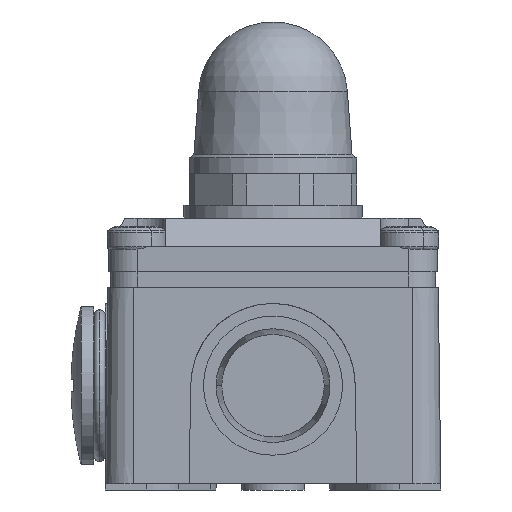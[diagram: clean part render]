
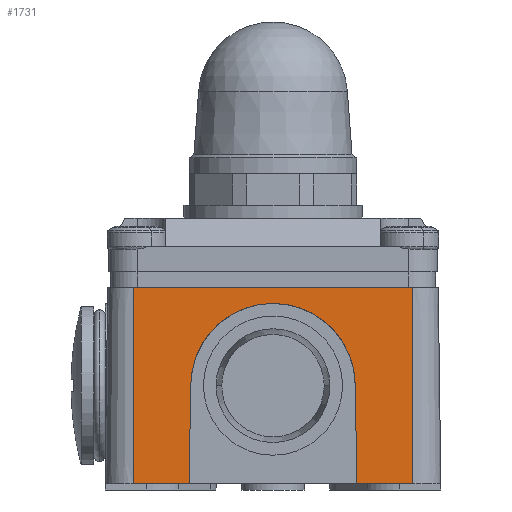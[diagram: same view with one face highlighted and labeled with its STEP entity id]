
A CAD part, front view. The second image highlights one B-rep face of the part: STEP entity #1731.
In plain terms, the highlighted planar face has unit normal (0, -1, 0.013).
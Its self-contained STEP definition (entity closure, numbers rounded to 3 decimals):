
#1731=ADVANCED_FACE('',(#3502,#3503),#3504,.T.);
#3502=FACE_OUTER_BOUND('',#5279,.T.);
#3503=FACE_BOUND('',#5280,.T.);
#3504=PLANE('',#5281);
#5279=EDGE_LOOP('',(#10301,#10302,#10303,#10304));
#5280=EDGE_LOOP('',(#10305,#10306,#10307,#10308));
#5281=AXIS2_PLACEMENT_3D('',#10309,#10310,#10311);
#10301=ORIENTED_EDGE('',*,*,#12121,.T.);
#10302=ORIENTED_EDGE('',*,*,#12457,.F.);
#10303=ORIENTED_EDGE('',*,*,#12357,.F.);
#10304=ORIENTED_EDGE('',*,*,#12455,.T.);
#10305=ORIENTED_EDGE('',*,*,#12260,.T.);
#10306=ORIENTED_EDGE('',*,*,#12256,.T.);
#10307=ORIENTED_EDGE('',*,*,#12267,.T.);
#10308=ORIENTED_EDGE('',*,*,#12264,.T.);
#10309=CARTESIAN_POINT('',(53.952,0.999,1.0));
#10310=DIRECTION('',(0.0,-1.,0.013));
#10311=DIRECTION('',(0.0,0.013,1.));
#12121=EDGE_CURVE('',#14876,#14874,#14877,.T.);
#12256=EDGE_CURVE('',#15064,#15065,#15066,.T.);
#12260=EDGE_CURVE('',#15071,#15064,#15072,.T.);
#12264=EDGE_CURVE('',#15077,#15071,#15078,.T.);
#12267=EDGE_CURVE('',#15065,#15077,#15081,.T.);
#12357=EDGE_CURVE('',#15213,#15215,#15216,.T.);
#12455=EDGE_CURVE('',#15213,#14876,#15349,.T.);
#12457=EDGE_CURVE('',#15215,#14874,#15351,.T.);
#14874=VERTEX_POINT('',#18980);
#14876=VERTEX_POINT('',#18982);
#14877=LINE('',#18983,#18984);
#15064=VERTEX_POINT('',#19324);
#15065=VERTEX_POINT('',#19325);
#15066=LINE('',#19326,#19327);
#15071=VERTEX_POINT('',#19334);
#15072=ELLIPSE('',#19335,13.001,13.0);
#15077=VERTEX_POINT('',#19341);
#15078=LINE('',#19342,#19343);
#15081=LINE('',#19347,#19348);
#15213=VERTEX_POINT('',#19540);
#15215=VERTEX_POINT('',#19542);
#15216=LINE('',#19543,#19544);
#15349=LINE('',#19727,#19728);
#15351=LINE('',#19730,#19731);
#18980=CARTESIAN_POINT('',(9.869,1.405,32.0));
#18982=CARTESIAN_POINT('',(53.952,1.405,32.0));
#18983=CARTESIAN_POINT('',(53.952,1.405,32.0));
#18984=VECTOR('',#22001,1.0);
#19324=CARTESIAN_POINT('',(44.908,1.205,16.727));
#19325=CARTESIAN_POINT('',(45.183,0.999,1.001));
#19326=CARTESIAN_POINT('',(45.116,1.049,4.855));
#19327=VECTOR('',#22139,1.0);
#19334=CARTESIAN_POINT('',(18.912,1.205,16.727));
#19335=AXIS2_PLACEMENT_3D('',#22142,#22143,#22144);
#19341=CARTESIAN_POINT('',(18.638,0.999,1.001));
#19342=CARTESIAN_POINT('',(18.712,1.054,5.239));
#19343=VECTOR('',#22149,1.0);
#19347=CARTESIAN_POINT('',(42.931,0.999,1.001));
#19348=VECTOR('',#22151,1.0);
#19540=CARTESIAN_POINT('',(53.952,0.999,1.0));
#19542=CARTESIAN_POINT('',(9.869,0.999,1.0));
#19543=CARTESIAN_POINT('',(53.952,0.999,1.0));
#19544=VECTOR('',#22266,1.0);
#19727=CARTESIAN_POINT('',(53.952,0.999,1.0));
#19728=VECTOR('',#22365,1.0);
#19730=CARTESIAN_POINT('',(9.869,0.999,1.0));
#19731=VECTOR('',#22366,1.0);
#22001=DIRECTION('',(-1.0,0.0,0.0));
#22139=DIRECTION('',(0.017,-0.013,-1.));
#22142=CARTESIAN_POINT('',(31.91,1.202,16.5));
#22143=DIRECTION('',(0.,1.,-0.013));
#22144=DIRECTION('',(0.,0.013,1.));
#22149=DIRECTION('',(0.017,0.013,1.));
#22151=DIRECTION('',(-1.0,0.0,-0.0));
#22266=DIRECTION('',(-1.0,0.0,0.0));
#22365=DIRECTION('',(0.0,0.013,1.));
#22366=DIRECTION('',(0.,0.013,1.));
